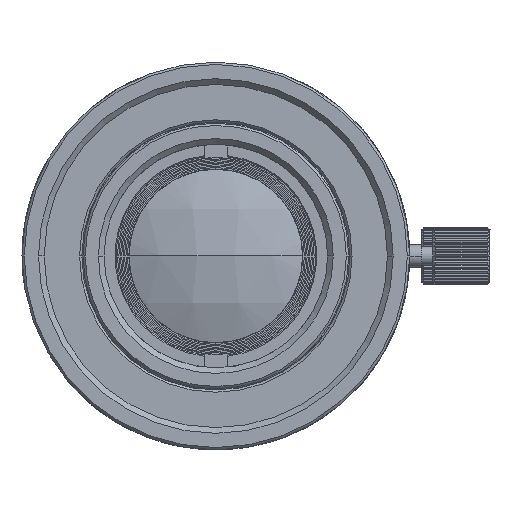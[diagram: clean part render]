
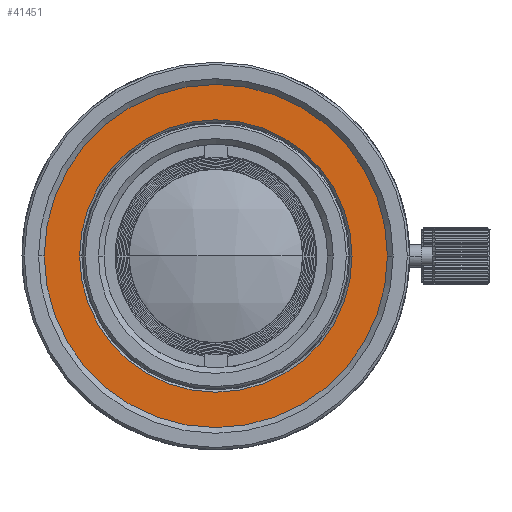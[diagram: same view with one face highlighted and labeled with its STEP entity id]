
A CAD part, left-side view. The second image highlights one B-rep face of the part: STEP entity #41451.
In plain terms, the highlighted planar face has unit normal (-1, 0, 0).
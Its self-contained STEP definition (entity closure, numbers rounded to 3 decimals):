
#1229 = PLANE ( 'NONE',  #92083 ) ;
#3299 = EDGE_CURVE ( 'NONE', #68435, #76650, #54905, .T. ) ;
#3374 = DIRECTION ( 'NONE',  ( 1., 0., 0. ) ) ;
#4075 = CIRCLE ( 'NONE', #84574, 11.95 ) ;
#5500 = AXIS2_PLACEMENT_3D ( 'NONE', #75184, #3374, #39947 ) ;
#6793 = ORIENTED_EDGE ( 'NONE', *, *, #3299, .F. ) ;
#11328 = EDGE_LOOP ( 'NONE', ( #6793, #48022 ) ) ;
#23086 = FACE_OUTER_BOUND ( 'NONE', #11328, .T. ) ;
#26691 = VERTEX_POINT ( 'NONE', #60053 ) ;
#26729 = CIRCLE ( 'NONE', #5500, 11.95 ) ;
#27521 = AXIS2_PLACEMENT_3D ( 'NONE', #57032, #49427, #48964 ) ;
#29940 = CARTESIAN_POINT ( 'NONE',  ( -56.726, 15.55, 0. ) ) ;
#31092 = ORIENTED_EDGE ( 'NONE', *, *, #37477, .T. ) ;
#37477 = EDGE_CURVE ( 'NONE', #69670, #26691, #26729, .T. ) ;
#39947 = DIRECTION ( 'NONE',  ( 0., 1., 0. ) ) ;
#40388 = AXIS2_PLACEMENT_3D ( 'NONE', #68043, #67590, #48073 ) ;
#41451 = ADVANCED_FACE ( 'NONE', ( #23086, #73016 ), #1229, .F. ) ;
#45894 = DIRECTION ( 'NONE',  ( 1., 0., 0. ) ) ;
#48022 = ORIENTED_EDGE ( 'NONE', *, *, #87173, .F. ) ;
#48073 = DIRECTION ( 'NONE',  ( 0., -1., 0. ) ) ;
#48964 = DIRECTION ( 'NONE',  ( 0., 1., 0. ) ) ;
#49427 = DIRECTION ( 'NONE',  ( 1., 0., 0. ) ) ;
#53031 = CARTESIAN_POINT ( 'NONE',  ( -56.726, 0., 0. ) ) ;
#54905 = CIRCLE ( 'NONE', #27521, 15.55 ) ;
#57032 = CARTESIAN_POINT ( 'NONE',  ( -56.726, 0., 0. ) ) ;
#57862 = CARTESIAN_POINT ( 'NONE',  ( -56.726, 11.95, 0. ) ) ;
#58666 = CIRCLE ( 'NONE', #40388, 15.55 ) ;
#60053 = CARTESIAN_POINT ( 'NONE',  ( -56.726, -11.95, 0. ) ) ;
#65333 = DIRECTION ( 'NONE',  ( 1., 0., 0. ) ) ;
#67300 = DIRECTION ( 'NONE',  ( 0., 1., 0. ) ) ;
#67590 = DIRECTION ( 'NONE',  ( 1., 0., 0. ) ) ;
#68043 = CARTESIAN_POINT ( 'NONE',  ( -56.726, 0., 0. ) ) ;
#68435 = VERTEX_POINT ( 'NONE', #29940 ) ;
#69670 = VERTEX_POINT ( 'NONE', #57862 ) ;
#69923 = EDGE_CURVE ( 'NONE', #26691, #69670, #4075, .T. ) ;
#71656 = EDGE_LOOP ( 'NONE', ( #88304, #31092 ) ) ;
#72905 = CARTESIAN_POINT ( 'NONE',  ( -56.726, -15.55, 0. ) ) ;
#73016 = FACE_BOUND ( 'NONE', #71656, .T. ) ;
#75184 = CARTESIAN_POINT ( 'NONE',  ( -56.726, 0., 0. ) ) ;
#76650 = VERTEX_POINT ( 'NONE', #72905 ) ;
#79149 = CARTESIAN_POINT ( 'NONE',  ( -56.726, 0., 0. ) ) ;
#84574 = AXIS2_PLACEMENT_3D ( 'NONE', #79149, #65333, #86263 ) ;
#86263 = DIRECTION ( 'NONE',  ( 0., -1., 0. ) ) ;
#87173 = EDGE_CURVE ( 'NONE', #76650, #68435, #58666, .T. ) ;
#88304 = ORIENTED_EDGE ( 'NONE', *, *, #69923, .T. ) ;
#92083 = AXIS2_PLACEMENT_3D ( 'NONE', #53031, #45894, #67300 ) ;
